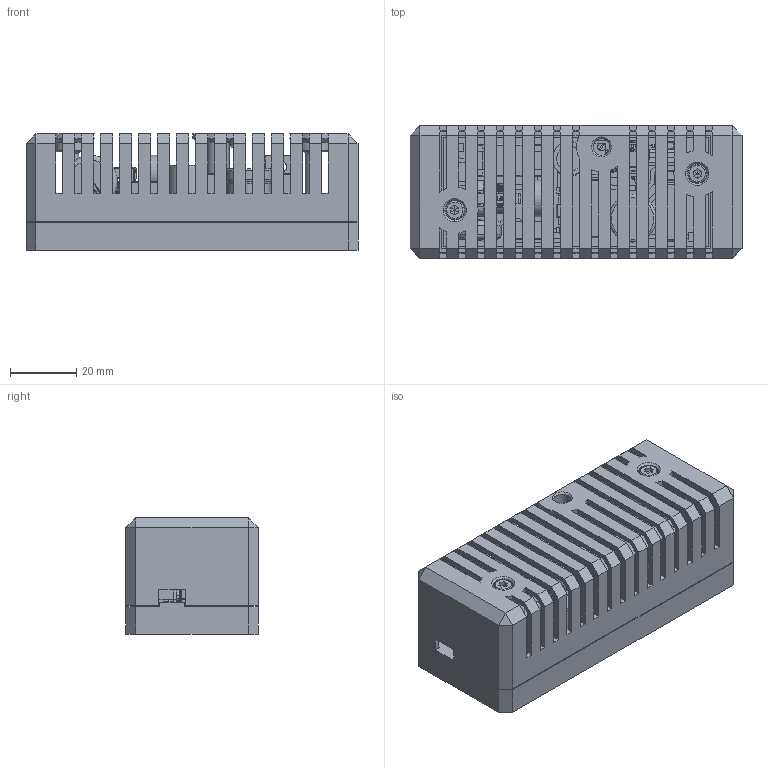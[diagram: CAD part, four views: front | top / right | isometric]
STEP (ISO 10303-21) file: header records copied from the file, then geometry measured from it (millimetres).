
FILE_DESCRIPTION(/* description */ (''),/* implementation_level */ '2;1');
FILE_NAME(/* name */ 'HV9910B-Driver.step',/* time_stamp */ '2026-01-05T18:00:17+08:00',/* author */ (''),/* organization */ (''),/* preprocessor_version */ 'ST-DEVELOPER v20.1',/* originating_system */ 'Autodesk Translation Framework v14.21.0.0',/* authorisation */ '');
FILE_SCHEMA (('AUTOMOTIVE_DESIGN { 1 0 10303 214 3 1 1 }'));
Products named in the file (48): HV9910B Driver; Back Panel; N52 M6x2 Magnet; M3 Threaded Insert; HV9910B Driver PCB; Board; 1-copper; 64-copper; 1-soldermask; 64-soldermask; Packages; C0603; Model; CAP-PTH(D10.0-P5.00); Model (1); CAP-PTH(L13.0-W5.0-P10.00); Model (2); CAP-PTH(L17.0-W7.2-P15.00); Model (3); IND-PTH(D14.0-P7.50); Model (4); MBS; Model (5); NLR-PTH(D11.0-T5.5-P7.50); Model (6); NLR-PTH(D16.0-T5.5-P7.50); Model (7); POT-3296W; Model (8); PTF-77; Model (9); R0603; Model (10); R1206; Model (11); SMA(DO-214AC); Model (12); SOD-123; Model (13); SOIC-8 ...
Assembly tree (64 placements, depth 5):
  HV9910B Driver
    Back Panel
      N52 M6x2 Magnet  x2
      M3 Threaded Insert  x2
    HV9910B Driver PCB
      Board
      1-copper
      64-copper
      1-soldermask
      64-soldermask
      Packages
        C0603  x3
          Model
        CAP-PTH(D10.0-P5.00)
          Model (1)
        CAP-PTH(L13.0-W5.0-P10.00)
          Model (2)
        CAP-PTH(L17.0-W7.2-P15.00)  x2
          Model (3)
        IND-PTH(D14.0-P7.50)
          Model (4)
        MBS
          Model (5)
        NLR-PTH(D11.0-T5.5-P7.50)
          Model (6)
        NLR-PTH(D16.0-T5.5-P7.50)
          Model (7)
        POT-3296W
          Model (8)
        PTF-77
          Model (9)
        R0603  x7
          Model (10)
        R1206  x3
          Model (11)
        SMA(DO-214AC)
          Model (12)
        SOD-123
          Model (13)
        SOIC-8
          Model (14)
        TO-220-3
          Model (15)
        TP-SMD(L5.0-W2.5)  x4
        UU9.8
          Model (16)
    Master
    Hexagon Socket Head Cap Screw ISO 4762 - M3 x 30 Steel 4.6 Black v1  x2
Bounding box: 100 x 40 x 35.1 mm (x, y, z)
Volume: 57338.9 mm3; surface area: 65766.4 mm2
Topology: 347 solids, 348 shells, 5686 faces, 13748 edges, 8685 vertices
Faces by surface type: plane 3161, cylinder 1608, bspline 415, sphere 268, torus 186, cone 48
Full cylindrical faces by diameter (mm): 0.28 x63, 0.3 x88, 0.35 x83, 0.399 x1, 0.5 x3, 0.6 x12, 0.692 x15, 0.762 x12, 0.8 x10, 0.93 x60, 1 x50, 1.13 x20, 1.2 x31, 1.27 x12, 1.33 x10, 1.4 x8, 1.5 x1, 1.53 x10, 1.6 x8, 2.3 x1, 2.9 x2, 2.927 x2, 3.03 x1, 3.2 x10, 4.1 x2, 4.25 x4, 4.6 x2, 4.8 x2, 5 x1, 5.5 x2
Entity records: 158538 total; most frequent: CARTESIAN_POINT 38468, ORIENTED_EDGE 24232, DIRECTION 24078, EDGE_CURVE 12116, LINE 8296, VECTOR 8296, AXIS2_PLACEMENT_3D 7891, VERTEX_POINT 7802
